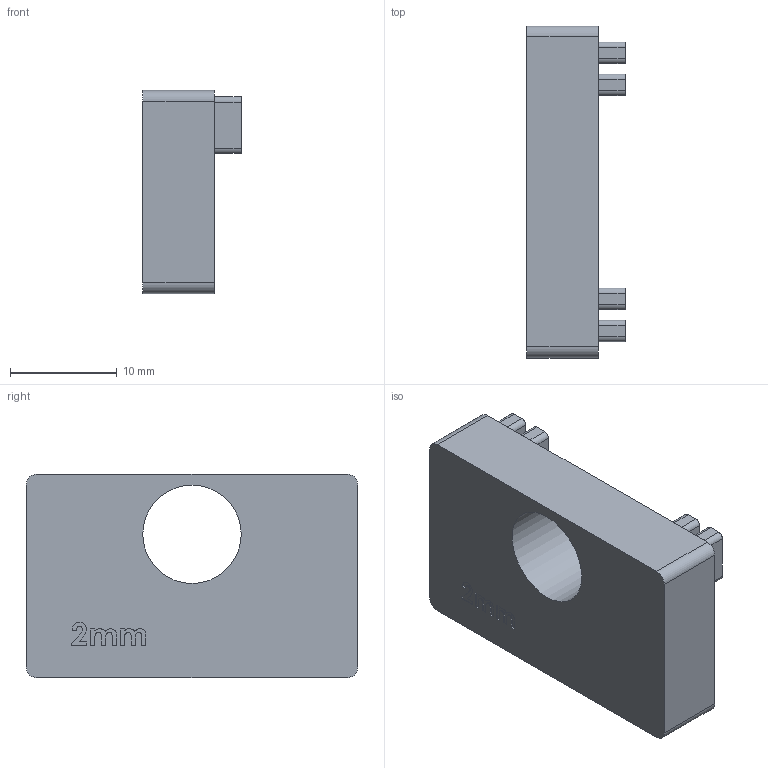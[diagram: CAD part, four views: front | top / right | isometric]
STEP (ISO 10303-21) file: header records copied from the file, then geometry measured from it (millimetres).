
FILE_DESCRIPTION (( 'STEP AP203' ), '1' );
FILE_NAME ('2702-GU.step', '2021-11-25T07:55:31', ( '' ), ( '' ), 'SwSTEP 2.0', 'SolidWorks 2018', '' );
FILE_SCHEMA (( 'CONFIG_CONTROL_DESIGN' ));
Length unit declared in the file: millimetre
Products named in the file (2): 2702-GU
Bounding box: 9.2 x 31 x 19 mm (x, y, z)
Volume: 3597.6 mm3; surface area: 2046.5 mm2
Topology: 1 solids, 1 shells, 389 faces, 1041 edges, 694 vertices
Faces by surface type: plane 221, bspline 147, cylinder 21
Full cylindrical faces by diameter (mm): 9.2 x1
Entity records: 20157 total; most frequent: CARTESIAN_POINT 11240, ORIENTED_EDGE 2080, DIRECTION 1276, EDGE_CURVE 1040, LINE 704, VECTOR 704, VERTEX_POINT 694, EDGE_LOOP 432
